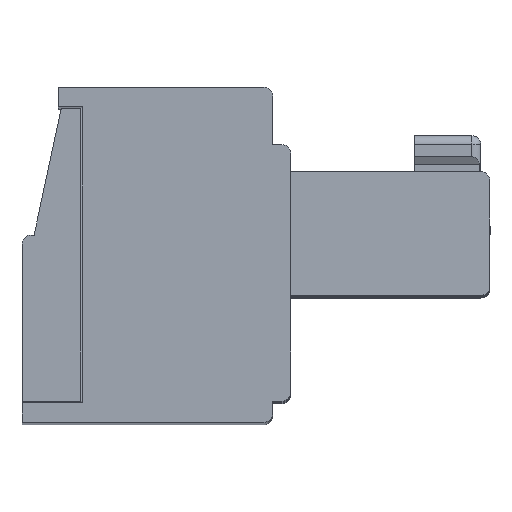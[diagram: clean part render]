
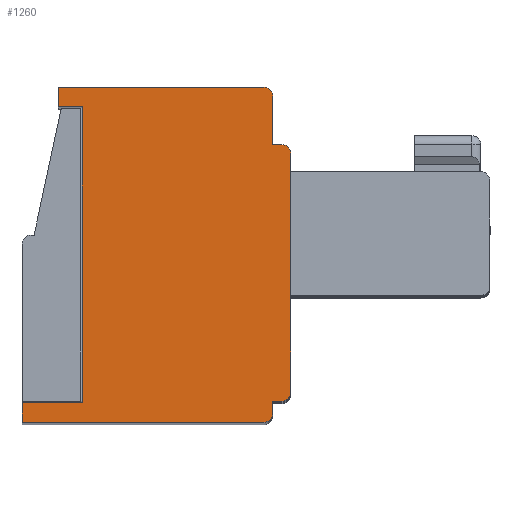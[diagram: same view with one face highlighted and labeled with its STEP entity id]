
A CAD part, top view. The second image highlights one B-rep face of the part: STEP entity #1260.
In plain terms, the highlighted planar face has unit normal (0, 0, 1).
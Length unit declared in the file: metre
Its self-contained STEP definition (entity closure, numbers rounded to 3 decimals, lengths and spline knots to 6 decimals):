
#1260=ADVANCED_FACE('',(#3611),#3612,.F.);
#3611=FACE_OUTER_BOUND('',#7202,.T.);
#3612=PLANE('',#7203);
#7202=EDGE_LOOP('',(#11010,#11011,#11012,#11013,#11014,#11015,#11016,#11017,#11018,#11019,#11020,#11021,#11022,#11023,#11024,#11025));
#7203=AXIS2_PLACEMENT_3D('',#11026,#11027,#11028);
#11010=ORIENTED_EDGE('',*,*,#21213,.T.);
#11011=ORIENTED_EDGE('',*,*,#21214,.T.);
#11012=ORIENTED_EDGE('',*,*,#21215,.T.);
#11013=ORIENTED_EDGE('',*,*,#21216,.T.);
#11014=ORIENTED_EDGE('',*,*,#21217,.T.);
#11015=ORIENTED_EDGE('',*,*,#21218,.F.);
#11016=ORIENTED_EDGE('',*,*,#21219,.T.);
#11017=ORIENTED_EDGE('',*,*,#21220,.T.);
#11018=ORIENTED_EDGE('',*,*,#21221,.T.);
#11019=ORIENTED_EDGE('',*,*,#21222,.T.);
#11020=ORIENTED_EDGE('',*,*,#21223,.T.);
#11021=ORIENTED_EDGE('',*,*,#21224,.T.);
#11022=ORIENTED_EDGE('',*,*,#21225,.T.);
#11023=ORIENTED_EDGE('',*,*,#21226,.F.);
#11024=ORIENTED_EDGE('',*,*,#21227,.T.);
#11025=ORIENTED_EDGE('',*,*,#21228,.T.);
#11026=CARTESIAN_POINT('',(0.013673,0.00851,0.041133));
#11027=DIRECTION('',(0.,0.,-1.0));
#11028=DIRECTION('',(0.0,-1.0,0.));
#21213=EDGE_CURVE('',#25388,#25389,#25390,.T.);
#21214=EDGE_CURVE('',#25389,#25391,#25392,.T.);
#21215=EDGE_CURVE('',#25391,#25393,#25394,.T.);
#21216=EDGE_CURVE('',#25393,#25395,#25396,.T.);
#21217=EDGE_CURVE('',#25395,#25397,#25398,.T.);
#21218=EDGE_CURVE('',#25399,#25397,#25400,.T.);
#21219=EDGE_CURVE('',#25399,#25401,#25402,.T.);
#21220=EDGE_CURVE('',#25401,#25403,#25404,.T.);
#21221=EDGE_CURVE('',#25403,#25405,#25406,.T.);
#21222=EDGE_CURVE('',#25405,#25407,#25408,.T.);
#21223=EDGE_CURVE('',#25407,#25409,#25410,.T.);
#21224=EDGE_CURVE('',#25409,#25411,#25412,.T.);
#21225=EDGE_CURVE('',#25411,#25413,#25414,.T.);
#21226=EDGE_CURVE('',#25415,#25413,#25416,.T.);
#21227=EDGE_CURVE('',#25415,#25417,#25418,.T.);
#21228=EDGE_CURVE('',#25417,#25388,#25419,.T.);
#25388=VERTEX_POINT('',#31630);
#25389=VERTEX_POINT('',#31631);
#25390=LINE('',#31632,#31633);
#25391=VERTEX_POINT('',#31634);
#25392=CIRCLE('',#31635,0.0003);
#25393=VERTEX_POINT('',#31636);
#25394=LINE('',#31637,#31638);
#25395=VERTEX_POINT('',#31639);
#25396=LINE('',#31640,#31641);
#25397=VERTEX_POINT('',#31642);
#25398=CIRCLE('',#31643,0.0003);
#25399=VERTEX_POINT('',#31644);
#25400=LINE('',#31645,#31646);
#25401=VERTEX_POINT('',#31647);
#25402=CIRCLE('',#31648,0.0003);
#25403=VERTEX_POINT('',#31649);
#25404=LINE('',#31650,#31651);
#25405=VERTEX_POINT('',#31652);
#25406=LINE('',#31653,#31654);
#25407=VERTEX_POINT('',#31655);
#25408=CIRCLE('',#31656,0.0003);
#25409=VERTEX_POINT('',#31657);
#25410=LINE('',#31658,#31659);
#25411=VERTEX_POINT('',#31660);
#25412=LINE('',#31661,#31662);
#25413=VERTEX_POINT('',#31663);
#25414=LINE('',#31664,#31665);
#25415=VERTEX_POINT('',#31666);
#25416=LINE('',#31667,#31668);
#25417=VERTEX_POINT('',#31669);
#25418=LINE('',#31670,#31671);
#25419=LINE('',#31672,#31673);
#31630=CARTESIAN_POINT('',(-0.001527,0.00051,0.041133));
#31631=CARTESIAN_POINT('',(0.006473,0.00051,0.041133));
#31632=CARTESIAN_POINT('',(0.013673,0.00051,0.041133));
#31633=VECTOR('',#40098,1.0);
#31634=CARTESIAN_POINT('',(0.006773,0.00081,0.041133));
#31635=AXIS2_PLACEMENT_3D('',#40099,#40100,#40101);
#31636=CARTESIAN_POINT('',(0.006773,0.00121,0.041133));
#31637=CARTESIAN_POINT('',(0.006773,0.00851,0.041133));
#31638=VECTOR('',#40102,1.0);
#31639=CARTESIAN_POINT('',(0.007073,0.00121,0.041133));
#31640=CARTESIAN_POINT('',(0.013673,0.00121,0.041133));
#31641=VECTOR('',#40103,1.0);
#31642=CARTESIAN_POINT('',(0.007373,0.00151,0.041133));
#31643=AXIS2_PLACEMENT_3D('',#40104,#40105,#40106);
#31644=CARTESIAN_POINT('',(0.007373,0.00941,0.041133));
#31645=CARTESIAN_POINT('',(0.007373,0.00941,0.041133));
#31646=VECTOR('',#40107,1.0);
#31647=CARTESIAN_POINT('',(0.007073,0.00971,0.041133));
#31648=AXIS2_PLACEMENT_3D('',#40108,#40109,#40110);
#31649=CARTESIAN_POINT('',(0.006773,0.00971,0.041133));
#31650=CARTESIAN_POINT('',(0.006773,0.00971,0.041133));
#31651=VECTOR('',#40111,1.0);
#31652=CARTESIAN_POINT('',(0.006773,0.01131,0.041133));
#31653=CARTESIAN_POINT('',(0.006773,0.00851,0.041133));
#31654=VECTOR('',#40112,1.0);
#31655=CARTESIAN_POINT('',(0.006473,0.01161,0.041133));
#31656=AXIS2_PLACEMENT_3D('',#40113,#40114,#40115);
#31657=CARTESIAN_POINT('',(-0.000327,0.01161,0.041133));
#31658=CARTESIAN_POINT('',(0.013673,0.01161,0.041133));
#31659=VECTOR('',#40116,1.0);
#31660=CARTESIAN_POINT('',(-0.000327,0.01096,0.041133));
#31661=CARTESIAN_POINT('',(-0.000327,0.00851,0.041133));
#31662=VECTOR('',#40117,1.0);
#31663=CARTESIAN_POINT('',(0.000473,0.01096,0.041133));
#31664=CARTESIAN_POINT('',(0.013673,0.01096,0.041133));
#31665=VECTOR('',#40118,1.0);
#31666=CARTESIAN_POINT('',(0.000473,0.00116,0.041133));
#31667=CARTESIAN_POINT('',(0.000473,0.00116,0.041133));
#31668=VECTOR('',#40119,1.0);
#31669=CARTESIAN_POINT('',(-0.001527,0.00116,0.041133));
#31670=CARTESIAN_POINT('',(0.013673,0.00116,0.041133));
#31671=VECTOR('',#40120,1.0);
#31672=CARTESIAN_POINT('',(-0.001527,0.00851,0.041133));
#31673=VECTOR('',#40121,1.0);
#40098=DIRECTION('',(1.0,0.,0.));
#40099=CARTESIAN_POINT('',(0.006473,0.00081,0.041133));
#40100=DIRECTION('',(0.,0.,1.0));
#40101=DIRECTION('',(-1.0,0.,0.));
#40102=DIRECTION('',(0.,1.0,0.));
#40103=DIRECTION('',(1.0,0.,0.));
#40104=CARTESIAN_POINT('',(0.007073,0.00151,0.041133));
#40105=DIRECTION('',(0.,0.,1.0));
#40106=DIRECTION('',(-1.0,0.,0.));
#40107=DIRECTION('',(0.,-1.0,0.0));
#40108=CARTESIAN_POINT('',(0.007073,0.00941,0.041133));
#40109=DIRECTION('',(0.,0.,1.0));
#40110=DIRECTION('',(-1.0,0.0,0.));
#40111=DIRECTION('',(-1.0,0.,0.));
#40112=DIRECTION('',(0.,1.0,0.));
#40113=CARTESIAN_POINT('',(0.006473,0.01131,0.041133));
#40114=DIRECTION('',(0.,0.,1.0));
#40115=DIRECTION('',(-1.0,0.,0.));
#40116=DIRECTION('',(-1.0,0.,0.));
#40117=DIRECTION('',(0.,-1.0,0.));
#40118=DIRECTION('',(1.0,0.,0.));
#40119=DIRECTION('',(0.,1.0,0.0));
#40120=DIRECTION('',(-1.0,0.,0.));
#40121=DIRECTION('',(0.,-1.0,0.));
